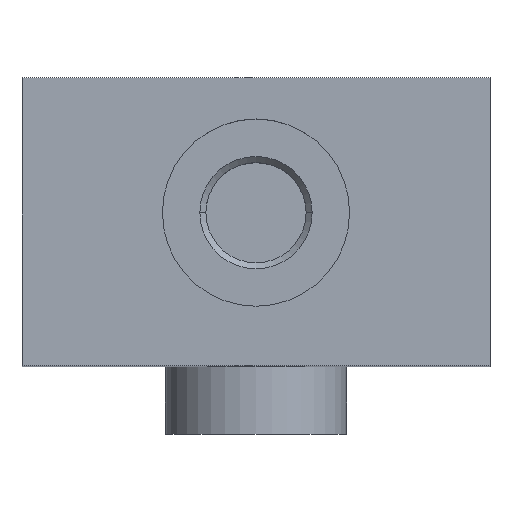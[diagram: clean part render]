
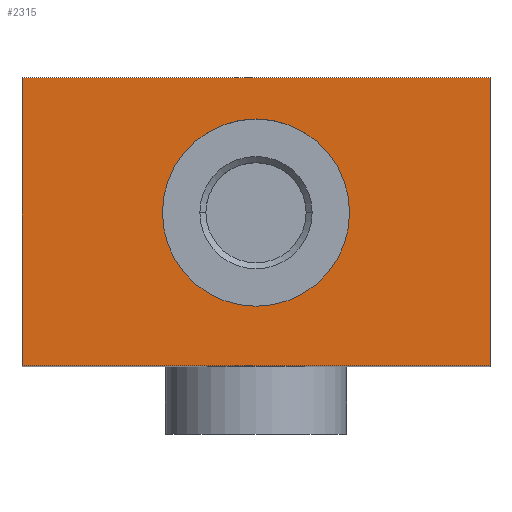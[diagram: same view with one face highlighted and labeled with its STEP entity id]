
A CAD part, top view. The second image highlights one B-rep face of the part: STEP entity #2315.
In plain terms, the highlighted planar face has unit normal (0, 0, 1).
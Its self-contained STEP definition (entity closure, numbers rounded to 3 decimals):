
#128=DIRECTION('',(0.,-1.,0.));
#129=VECTOR('',#128,25.4);
#130=CARTESIAN_POINT('',(-20.638,25.4,0.));
#131=LINE('',#130,#129);
#209=DIRECTION('',(1.,0.,0.));
#210=VECTOR('',#209,41.275);
#211=CARTESIAN_POINT('',(-20.638,0.,0.));
#212=LINE('',#211,#210);
#694=DIRECTION('',(1.,0.,0.));
#695=VECTOR('',#694,41.275);
#696=CARTESIAN_POINT('',(-20.638,25.4,0.));
#697=LINE('',#696,#695);
#701=CARTESIAN_POINT('',(0.,13.487,0.));
#702=DIRECTION('',(0.,0.,-1.));
#703=DIRECTION('',(-1.,0.,0.));
#704=AXIS2_PLACEMENT_3D('',#701,#702,#703);
#709=CARTESIAN_POINT('',(0.,13.487,0.));
#710=DIRECTION('',(0.,0.,-1.));
#711=DIRECTION('',(1.,0.,0.));
#712=AXIS2_PLACEMENT_3D('',#709,#710,#711);
#776=DIRECTION('',(0.,-1.,0.));
#777=VECTOR('',#776,25.4);
#778=CARTESIAN_POINT('',(20.638,25.4,0.));
#779=LINE('',#778,#777);
#1411=CARTESIAN_POINT('',(-20.638,25.4,0.));
#1412=VERTEX_POINT('',#1411);
#1413=CARTESIAN_POINT('',(-20.638,0.,0.));
#1414=VERTEX_POINT('',#1413);
#1415=CARTESIAN_POINT('',(20.638,25.4,0.));
#1416=VERTEX_POINT('',#1415);
#1417=CARTESIAN_POINT('',(20.638,0.,0.));
#1418=VERTEX_POINT('',#1417);
#1451=CARTESIAN_POINT('',(-8.255,13.487,0.));
#1452=CARTESIAN_POINT('',(8.255,13.487,0.));
#1453=VERTEX_POINT('',#1451);
#1454=VERTEX_POINT('',#1452);
#2296=CARTESIAN_POINT('',(-20.638,25.4,0.));
#2297=DIRECTION('',(0.,0.,1.));
#2298=DIRECTION('',(0.,-1.,0.));
#2299=AXIS2_PLACEMENT_3D('',#2296,#2297,#2298);
#2300=PLANE('',#2299);
#2301=ORIENTED_EDGE('',*,*,#1630,.F.);
#2303=ORIENTED_EDGE('',*,*,#2302,.T.);
#2305=ORIENTED_EDGE('',*,*,#2304,.T.);
#2306=ORIENTED_EDGE('',*,*,#1679,.F.);
#2307=EDGE_LOOP('',(#2301,#2303,#2305,#2306));
#2308=FACE_OUTER_BOUND('',#2307,.F.);
#2310=ORIENTED_EDGE('',*,*,#2309,.F.);
#2312=ORIENTED_EDGE('',*,*,#2311,.F.);
#2313=EDGE_LOOP('',(#2310,#2312));
#2314=FACE_BOUND('',#2313,.F.);
#2315=ADVANCED_FACE('',(#2308,#2314),#2300,.T.);
#705=CIRCLE('',#704,8.255);
#713=CIRCLE('',#712,8.255);
#1630=EDGE_CURVE('',#1412,#1414,#131,.T.);
#1679=EDGE_CURVE('',#1414,#1418,#212,.T.);
#2302=EDGE_CURVE('',#1412,#1416,#697,.T.);
#2304=EDGE_CURVE('',#1416,#1418,#779,.T.);
#2309=EDGE_CURVE('',#1453,#1454,#705,.T.);
#2311=EDGE_CURVE('',#1454,#1453,#713,.T.);
